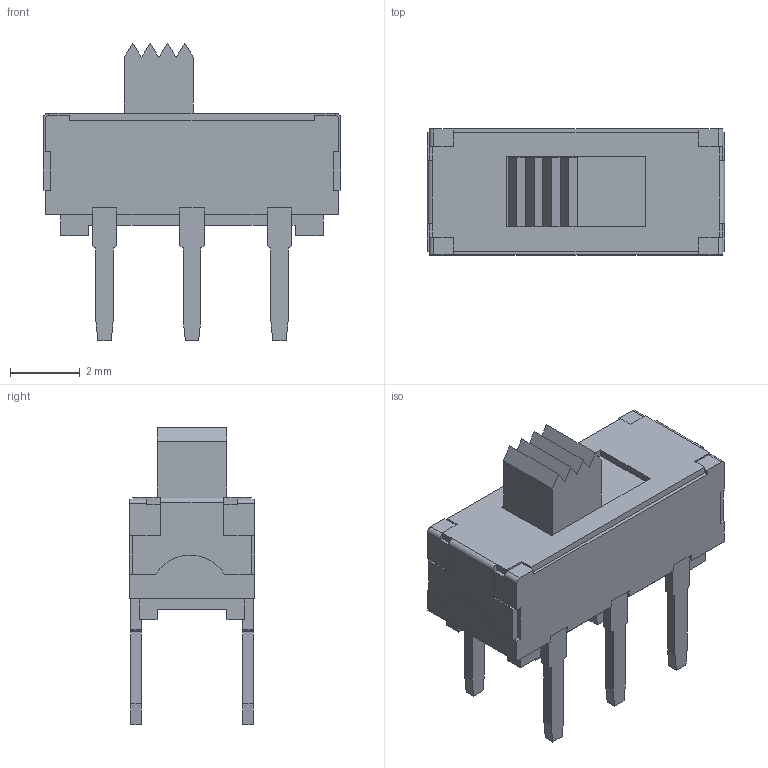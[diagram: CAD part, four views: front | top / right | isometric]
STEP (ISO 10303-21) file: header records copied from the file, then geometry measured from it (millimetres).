
FILE_DESCRIPTION(/* description */ ('','CAx-IF Rec.Pracs.---Representation and Presentation of Product Manufacturing Information (PMI)---4.0---2014-10-13'),/* implementation_level */ '2;1');
FILE_NAME(/* name */ 'EG1271.stp',/* time_stamp */ '2019-03-12T10:40:56-05:00',/* author */ ('mwilliams'),/* organization */ (''),/* preprocessor_version */ 'ST-DEVELOPER v17',/* originating_system */ 'Autodesk Inventor 2018',/* authorisation */ '');
FILE_SCHEMA (('AP242_MANAGED_MODEL_BASED_3D_ENGINEERING_MIM_LF { 1 0 10303 442 1 1 4 }'));
Length unit declared in the file: millimetre
Products named in the file (1): EG1271 ACTUATOR
Bounding box: 8.5 x 3.6 x 8.5 mm (x, y, z)
Volume: 104.6 mm3; surface area: 194.9 mm2
Topology: 1 solids, 1 shells, 197 faces, 553 edges, 360 vertices
Faces by surface type: plane 189, cylinder 8
Entity records: 6366 total; most frequent: CARTESIAN_POINT 1111, ORIENTED_EDGE 1106, DIRECTION 969, EDGE_CURVE 553, LINE 533, VECTOR 533, VERTEX_POINT 360, AXIS2_PLACEMENT_3D 218
